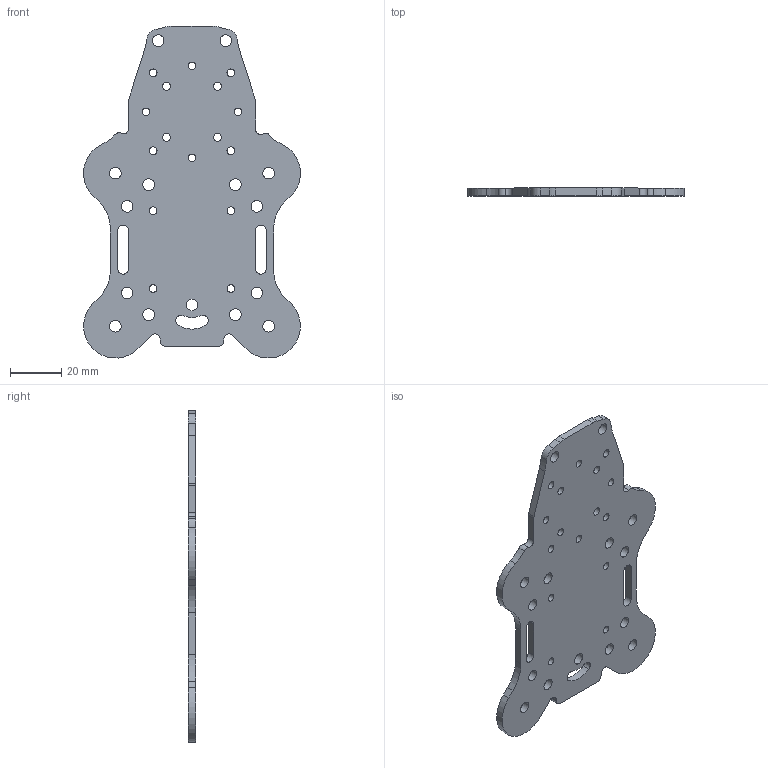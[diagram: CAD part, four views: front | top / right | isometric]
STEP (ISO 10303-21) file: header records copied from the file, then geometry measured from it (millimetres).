
FILE_DESCRIPTION(/* description */ (''),/* implementation_level */ '2;1');
FILE_NAME(/* name */ 'Kauri mid plate V3.stp',/* time_stamp */ '2022-08-18T13:31:06-06:00',/* author */ ('Steven'),/* organization */ (''),/* preprocessor_version */ 'ST-DEVELOPER v18',/* originating_system */ 'Autodesk Inventor 2020',/* authorisation */ '');
FILE_SCHEMA (('AUTOMOTIVE_DESIGN { 1 0 10303 214 3 1 1 }'));
Length unit declared in the file: millimetre
Products named in the file (1): Kauri mid plate V3
Bounding box: 84.99 x 3 x 130.1 mm (x, y, z)
Volume: 22363.4 mm3; surface area: 17599 mm2
Topology: 1 solids, 1 shells, 91 faces, 267 edges, 178 vertices
Faces by surface type: cylinder 67, plane 22, bspline 2
Full cylindrical faces by diameter (mm): 3 x8, 3.1 x8, 4.55 x15
Entity records: 3278 total; most frequent: DIRECTION 585, CARTESIAN_POINT 547, ORIENTED_EDGE 534, EDGE_CURVE 267, AXIS2_PLACEMENT_3D 228, VERTEX_POINT 178, EDGE_LOOP 159, CIRCLE 134
